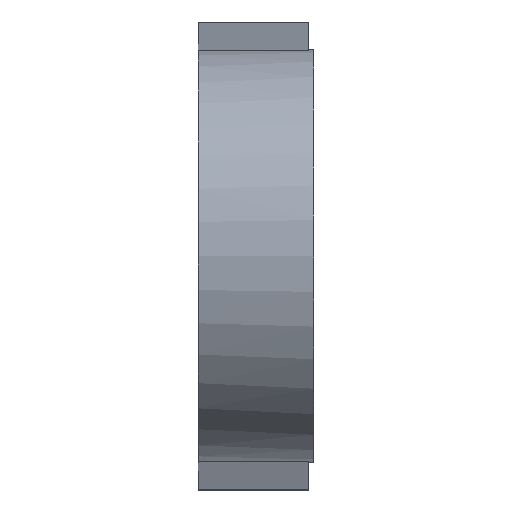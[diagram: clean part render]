
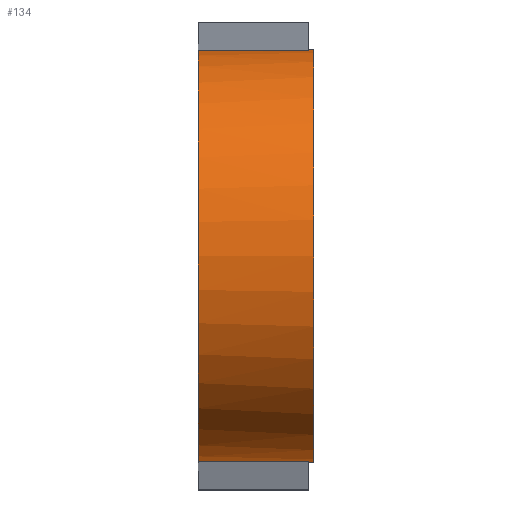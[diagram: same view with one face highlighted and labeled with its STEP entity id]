
A CAD part, left-side view. The second image highlights one B-rep face of the part: STEP entity #134.
In plain terms, the highlighted cylindrical face has radius 75 mm (diameter 150 mm), a partial arc.
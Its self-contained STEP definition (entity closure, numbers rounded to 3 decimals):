
#7 = VERTEX_POINT ( 'NONE', #339 ) ;
#26 = LINE ( 'NONE', #609, #126 ) ;
#46 = VECTOR ( 'NONE', #230, 1000. ) ;
#54 = ORIENTED_EDGE ( 'NONE', *, *, #89, .T. ) ;
#60 = DIRECTION ( 'NONE',  ( 0., 0., 1. ) ) ;
#63 = ORIENTED_EDGE ( 'NONE', *, *, #519, .F. ) ;
#67 = CARTESIAN_POINT ( 'NONE',  ( 0., 2., 0. ) ) ;
#79 = DIRECTION ( 'NONE',  ( 0., 0., -1. ) ) ;
#89 = EDGE_CURVE ( 'NONE', #145, #672, #395, .T. ) ;
#103 = VERTEX_POINT ( 'NONE', #342 ) ;
#120 = VERTEX_POINT ( 'NONE', #275 ) ;
#126 = VECTOR ( 'NONE', #237, 1000. ) ;
#128 = CARTESIAN_POINT ( 'NONE',  ( 0., 2., 0. ) ) ;
#134 = ADVANCED_FACE ( 'NONE', ( #597 ), #334, .T. ) ;
#137 = VECTOR ( 'NONE', #422, 1000. ) ;
#145 = VERTEX_POINT ( 'NONE', #397 ) ;
#147 = AXIS2_PLACEMENT_3D ( 'NONE', #638, #628, #586 ) ;
#148 = DIRECTION ( 'NONE',  ( 0., -1., 0. ) ) ;
#151 = EDGE_CURVE ( 'NONE', #103, #210, #26, .T. ) ;
#152 = DIRECTION ( 'NONE',  ( 0., 1., 0. ) ) ;
#170 = CARTESIAN_POINT ( 'NONE',  ( -5.769, 42., -74.778 ) ) ;
#185 = VECTOR ( 'NONE', #148, 1000. ) ;
#190 = EDGE_CURVE ( 'NONE', #145, #120, #651, .T. ) ;
#210 = VERTEX_POINT ( 'NONE', #690 ) ;
#218 = EDGE_CURVE ( 'NONE', #7, #210, #316, .T. ) ;
#230 = DIRECTION ( 'NONE',  ( 0., -1., 0. ) ) ;
#233 = AXIS2_PLACEMENT_3D ( 'NONE', #259, #152, #60 ) ;
#237 = DIRECTION ( 'NONE',  ( 0., -1., 0. ) ) ;
#246 = DIRECTION ( 'NONE',  ( 0., 1., 0. ) ) ;
#247 = EDGE_CURVE ( 'NONE', #589, #672, #592, .T. ) ;
#248 = ORIENTED_EDGE ( 'NONE', *, *, #151, .F. ) ;
#259 = CARTESIAN_POINT ( 'NONE',  ( 0., 0., 0. ) ) ;
#261 = LINE ( 'NONE', #430, #137 ) ;
#275 = CARTESIAN_POINT ( 'NONE',  ( -5.769, 42., 74.778 ) ) ;
#316 = CIRCLE ( 'NONE', #233, 75. ) ;
#318 = ORIENTED_EDGE ( 'NONE', *, *, #579, .T. ) ;
#334 = CYLINDRICAL_SURFACE ( 'NONE', #400, 75. ) ;
#339 = CARTESIAN_POINT ( 'NONE',  ( 0., 0., -75. ) ) ;
#342 = CARTESIAN_POINT ( 'NONE',  ( 0., 2., 75. ) ) ;
#358 = DIRECTION ( 'NONE',  ( 0., 0., 1. ) ) ;
#379 = VERTEX_POINT ( 'NONE', #621 ) ;
#393 = ORIENTED_EDGE ( 'NONE', *, *, #423, .F. ) ;
#395 = LINE ( 'NONE', #170, #46 ) ;
#397 = CARTESIAN_POINT ( 'NONE',  ( -5.769, 42., -74.778 ) ) ;
#400 = AXIS2_PLACEMENT_3D ( 'NONE', #67, #492, #79 ) ;
#417 = ORIENTED_EDGE ( 'NONE', *, *, #190, .F. ) ;
#422 = DIRECTION ( 'NONE',  ( 0., -1., 0. ) ) ;
#423 = EDGE_CURVE ( 'NONE', #379, #103, #460, .T. ) ;
#430 = CARTESIAN_POINT ( 'NONE',  ( -5.769, 42., 74.778 ) ) ;
#458 = DIRECTION ( 'NONE',  ( 0., 0., 1. ) ) ;
#460 = CIRCLE ( 'NONE', #568, 75. ) ;
#463 = ORIENTED_EDGE ( 'NONE', *, *, #247, .F. ) ;
#488 = LINE ( 'NONE', #634, #185 ) ;
#492 = DIRECTION ( 'NONE',  ( 0., -1., 0. ) ) ;
#519 = EDGE_CURVE ( 'NONE', #120, #379, #261, .T. ) ;
#527 = DIRECTION ( 'NONE',  ( 0., 1., 0. ) ) ;
#551 = AXIS2_PLACEMENT_3D ( 'NONE', #695, #527, #358 ) ;
#568 = AXIS2_PLACEMENT_3D ( 'NONE', #128, #246, #458 ) ;
#579 = EDGE_CURVE ( 'NONE', #589, #7, #488, .T. ) ;
#581 = CARTESIAN_POINT ( 'NONE',  ( 0., 2., -75. ) ) ;
#586 = DIRECTION ( 'NONE',  ( 0., 0., 1. ) ) ;
#589 = VERTEX_POINT ( 'NONE', #581 ) ;
#592 = CIRCLE ( 'NONE', #551, 75. ) ;
#597 = FACE_OUTER_BOUND ( 'NONE', #657, .T. ) ;
#609 = CARTESIAN_POINT ( 'NONE',  ( 0., 2., 75. ) ) ;
#621 = CARTESIAN_POINT ( 'NONE',  ( -5.769, 2., 74.778 ) ) ;
#628 = DIRECTION ( 'NONE',  ( 0., 1., 0. ) ) ;
#634 = CARTESIAN_POINT ( 'NONE',  ( 0., 2., -75. ) ) ;
#638 = CARTESIAN_POINT ( 'NONE',  ( 0., 42., 0. ) ) ;
#651 = CIRCLE ( 'NONE', #147, 75. ) ;
#653 = CARTESIAN_POINT ( 'NONE',  ( -5.769, 2., -74.778 ) ) ;
#657 = EDGE_LOOP ( 'NONE', ( #248, #393, #63, #417, #54, #463, #318, #700 ) ) ;
#672 = VERTEX_POINT ( 'NONE', #653 ) ;
#690 = CARTESIAN_POINT ( 'NONE',  ( 0., 0., 75. ) ) ;
#695 = CARTESIAN_POINT ( 'NONE',  ( 0., 2., 0. ) ) ;
#700 = ORIENTED_EDGE ( 'NONE', *, *, #218, .T. ) ;
